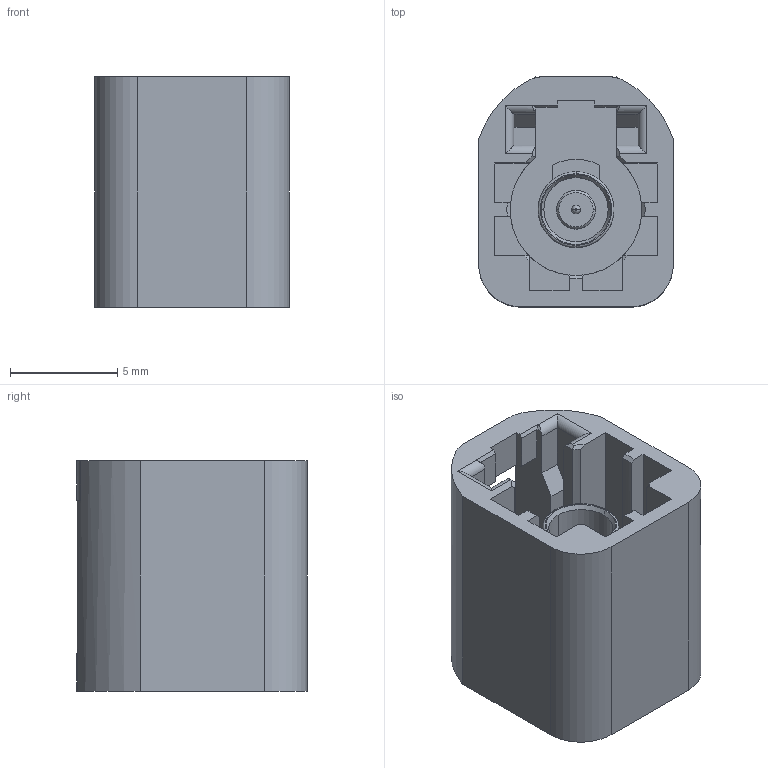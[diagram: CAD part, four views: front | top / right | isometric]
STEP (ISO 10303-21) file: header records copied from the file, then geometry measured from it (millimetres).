
FILE_DESCRIPTION((''),'2;1');
FILE_NAME('CD_999-U-001-1-Z02_20200519','2020-05-19T11:18:39',('R_Hochheim'),(''),'CREO PARAMETRIC BY PTC INC, 2019164','CREO PARAMETRIC BY PTC INC, 2019164','');
FILE_SCHEMA(('AUTOMOTIVE_DESIGN { 1 0 10303 214 1 1 1 1 }'));
Length unit declared in the file: millimetre
Products named in the file (1): CD_999-U-001-1-Z02_20200519
Bounding box: 9.1 x 10.75 x 10.75 mm (x, y, z)
Volume: 525.1 mm3; surface area: 1012.1 mm2
Topology: 1 solids, 1 shells, 108 faces, 295 edges, 192 vertices
Faces by surface type: plane 71, cylinder 22, cone 11, torus 2, sphere 2
Entity records: 4225 total; most frequent: CARTESIAN_POINT 711, ORIENTED_EDGE 590, DIRECTION 566, EDGE_CURVE 295, VECTOR 196, LINE 196, VERTEX_POINT 192, AXIS2_PLACEMENT_3D 185
